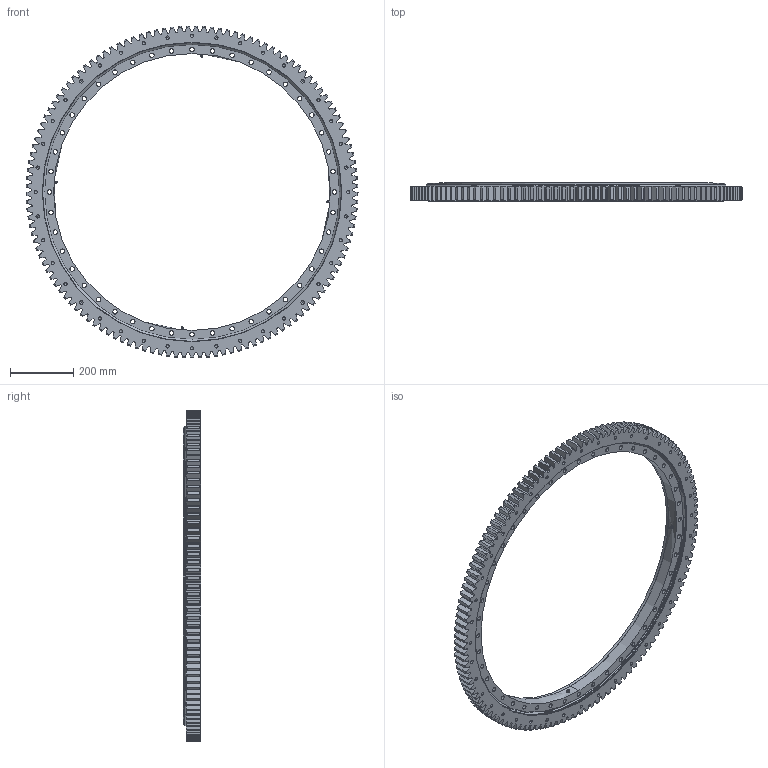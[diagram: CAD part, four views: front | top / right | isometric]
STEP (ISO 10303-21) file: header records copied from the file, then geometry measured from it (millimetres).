
FILE_DESCRIPTION (( 'STEP AP203' ), '1' );
FILE_NAME ('31-0941-01.STEP', '2017-12-28T10:17:21', ( 'defontaine' ), ( 'Hewlett-Packard Company' ), 'SwSTEP 2.0', 'SolidWorks 2016', '' );
FILE_SCHEMA (( 'CONFIG_CONTROL_DESIGN' ));
Length unit declared in the file: millimetre
Products named in the file (1): 31-0941-01
Bounding box: 1045.99 x 56 x 1045.93 mm (x, y, z)
Volume: 9332436.3 mm3; surface area: 1522277.3 mm2
Topology: 9 solids, 9 shells, 1180 faces, 3325 edges, 2135 vertices
Faces by surface type: cylinder 461, cone 371, plane 312, torus 26, sphere 10
Entity records: 39089 total; most frequent: CARTESIAN_POINT 8617, ORIENTED_EDGE 6480, DIRECTION 6358, EDGE_CURVE 3240, AXIS2_PLACEMENT_3D 2469, VERTEX_POINT 2132, VECTOR 1420, LINE 1420
